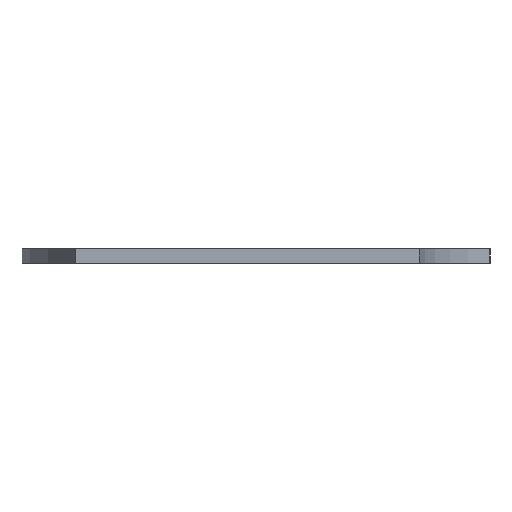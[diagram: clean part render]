
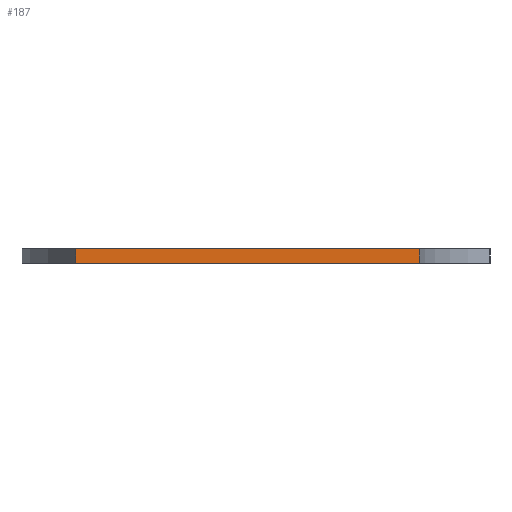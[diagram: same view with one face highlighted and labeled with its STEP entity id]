
A CAD part, left-side view. The second image highlights one B-rep face of the part: STEP entity #187.
In plain terms, the highlighted planar face has unit normal (-1, 0, 0).
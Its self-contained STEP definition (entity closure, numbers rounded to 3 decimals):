
#32 = VERTEX_POINT('',#33);
#33 = CARTESIAN_POINT('',(-7.,21.,3.5));
#40 = EDGE_CURVE('',#41,#32,#43,.T.);
#41 = VERTEX_POINT('',#42);
#42 = CARTESIAN_POINT('',(-7.,21.,0.));
#43 = LINE('',#44,#45);
#44 = CARTESIAN_POINT('',(-7.,21.,0.));
#45 = VECTOR('',#46,1.);
#46 = DIRECTION('',(0.,0.,1.));
#160 = VERTEX_POINT('',#161);
#161 = CARTESIAN_POINT('',(-7.,-64.15,3.5));
#168 = EDGE_CURVE('',#169,#160,#171,.T.);
#169 = VERTEX_POINT('',#170);
#170 = CARTESIAN_POINT('',(-7.,-64.15,0.));
#171 = LINE('',#172,#173);
#172 = CARTESIAN_POINT('',(-7.,-64.15,0.));
#173 = VECTOR('',#174,1.);
#174 = DIRECTION('',(0.,0.,1.));
#187 = ADVANCED_FACE('',(#188),#204,.F.);
#188 = FACE_BOUND('',#189,.F.);
#189 = EDGE_LOOP('',(#190,#191,#197,#198));
#190 = ORIENTED_EDGE('',*,*,#40,.T.);
#191 = ORIENTED_EDGE('',*,*,#192,.T.);
#192 = EDGE_CURVE('',#32,#160,#193,.T.);
#193 = LINE('',#194,#195);
#194 = CARTESIAN_POINT('',(-7.,21.,3.5));
#195 = VECTOR('',#196,1.);
#196 = DIRECTION('',(0.,-1.,0.));
#197 = ORIENTED_EDGE('',*,*,#168,.F.);
#198 = ORIENTED_EDGE('',*,*,#199,.F.);
#199 = EDGE_CURVE('',#41,#169,#200,.T.);
#200 = LINE('',#201,#202);
#201 = CARTESIAN_POINT('',(-7.,21.,0.));
#202 = VECTOR('',#203,1.);
#203 = DIRECTION('',(0.,-1.,0.));
#204 = PLANE('',#205);
#205 = AXIS2_PLACEMENT_3D('',#206,#207,#208);
#206 = CARTESIAN_POINT('',(-7.,21.,0.));
#207 = DIRECTION('',(1.,0.,0.));
#208 = DIRECTION('',(0.,-1.,0.));
